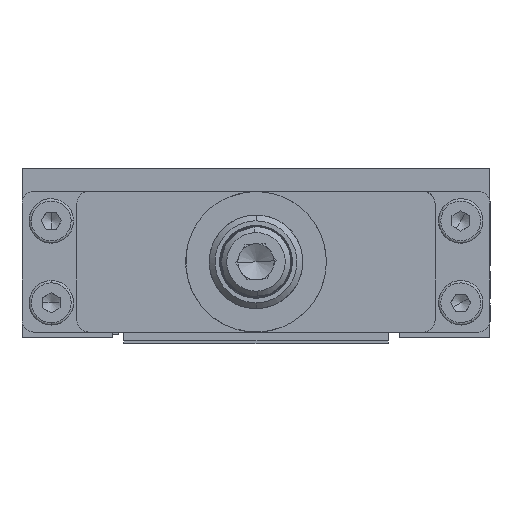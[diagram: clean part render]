
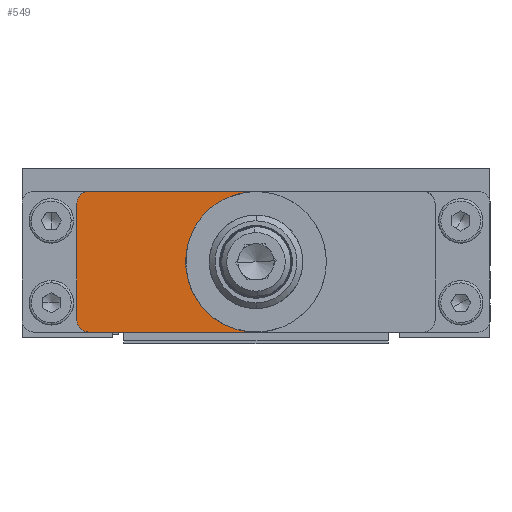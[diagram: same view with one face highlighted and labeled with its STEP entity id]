
A CAD part, front view. The second image highlights one B-rep face of the part: STEP entity #549.
In plain terms, the highlighted planar face has unit normal (0, -1, 0).
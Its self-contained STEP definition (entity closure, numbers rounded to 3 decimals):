
#549=ADVANCED_FACE('',(#1201),#10171,.T.);
#1201=FACE_OUTER_BOUND('',#1935,.T.);
#1935=EDGE_LOOP('',(#4612,#4613,#4614,#4615,#4616,#4617,#4618));
#4612=ORIENTED_EDGE('',*,*,#6720,.T.);
#4613=ORIENTED_EDGE('',*,*,#6716,.T.);
#4614=ORIENTED_EDGE('',*,*,#7288,.F.);
#4615=ORIENTED_EDGE('',*,*,#6695,.F.);
#4616=ORIENTED_EDGE('',*,*,#6712,.T.);
#4617=ORIENTED_EDGE('',*,*,#6698,.F.);
#4618=ORIENTED_EDGE('',*,*,#6717,.T.);
#6695=EDGE_CURVE('',#9712,#9986,#7538,.T.);
#6698=EDGE_CURVE('',#9716,#9717,#7540,.T.);
#6712=EDGE_CURVE('',#9712,#9717,#8803,.T.);
#6716=EDGE_CURVE('',#9727,#9713,#8805,.T.);
#6717=EDGE_CURVE('',#9716,#9726,#8806,.T.);
#6720=EDGE_CURVE('',#9726,#9727,#7548,.T.);
#7288=EDGE_CURVE('',#9986,#9713,#7899,.T.);
#7538=(
BOUNDED_CURVE()
B_SPLINE_CURVE(2,(#45927,#45928,#45929),.UNSPECIFIED.,.F.,.F.)
B_SPLINE_CURVE_WITH_KNOTS((3,3),(0.,2.262),.UNSPECIFIED.)
CURVE()
GEOMETRIC_REPRESENTATION_ITEM()
RATIONAL_B_SPLINE_CURVE((1.,0.982,1.))
REPRESENTATION_ITEM('')
);
#7540=(
BOUNDED_CURVE()
B_SPLINE_CURVE(2,(#45935,#45936,#45937),.UNSPECIFIED.,.F.,.F.)
B_SPLINE_CURVE_WITH_KNOTS((3,3),(0.,1.571),.UNSPECIFIED.)
CURVE()
GEOMETRIC_REPRESENTATION_ITEM()
RATIONAL_B_SPLINE_CURVE((1.,0.707,1.))
REPRESENTATION_ITEM('')
);
#7548=(
BOUNDED_CURVE()
B_SPLINE_CURVE(2,(#45987,#45988,#45989),.UNSPECIFIED.,.F.,.F.)
B_SPLINE_CURVE_WITH_KNOTS((3,3),(-1.571,0.),.UNSPECIFIED.)
CURVE()
GEOMETRIC_REPRESENTATION_ITEM()
RATIONAL_B_SPLINE_CURVE((1.,0.707,1.))
REPRESENTATION_ITEM('')
);
#7899=(
BOUNDED_CURVE()
B_SPLINE_CURVE(2,(#49518,#49519,#49520,#49521,#49522),.UNSPECIFIED.,.F.,
 .F.)
B_SPLINE_CURVE_WITH_KNOTS((3,2,3),(2.262,10.556,18.85),
 .UNSPECIFIED.)
CURVE()
GEOMETRIC_REPRESENTATION_ITEM()
RATIONAL_B_SPLINE_CURVE((1.,0.771,1.,0.771,1.))
REPRESENTATION_ITEM('')
);
#8803=B_SPLINE_CURVE_WITH_KNOTS('',1,(#45969,#45970),.UNSPECIFIED.,.F.,
 .F.,(2,2),(-14.3,0.),.UNSPECIFIED.);
#8805=B_SPLINE_CURVE_WITH_KNOTS('',1,(#45979,#45980),.UNSPECIFIED.,.F.,
 .F.,(2,2),(0.,14.3),.UNSPECIFIED.);
#8806=B_SPLINE_CURVE_WITH_KNOTS('',1,(#45981,#45982),.UNSPECIFIED.,.F.,
 .F.,(2,2),(0.,10.),.UNSPECIFIED.);
#9712=VERTEX_POINT('',#31740);
#9713=VERTEX_POINT('',#31741);
#9716=VERTEX_POINT('',#31744);
#9717=VERTEX_POINT('',#31745);
#9726=VERTEX_POINT('',#31754);
#9727=VERTEX_POINT('',#31755);
#9986=VERTEX_POINT('',#32014);
#10171=PLANE('',#11057);
#11057=AXIS2_PLACEMENT_3D('',#29172,#11600,$);
#11600=DIRECTION('',(0.,-1.,0.));
#29172=CARTESIAN_POINT('',(-16.95,-18.,14.32));
#31740=CARTESIAN_POINT('',(0.,-18.,13.));
#31741=CARTESIAN_POINT('',(0.,-18.,1.));
#31744=CARTESIAN_POINT('',(-15.3,-18.,12.));
#31745=CARTESIAN_POINT('',(-14.3,-18.,13.));
#31754=CARTESIAN_POINT('',(-15.3,-18.,2.));
#31755=CARTESIAN_POINT('',(-14.3,-18.,1.));
#32014=CARTESIAN_POINT('',(-2.209,-18.,12.579));
#45927=CARTESIAN_POINT('',(0.,-18.,13.));
#45928=CARTESIAN_POINT('',(-1.145,-18.,13.));
#45929=CARTESIAN_POINT('',(-2.209,-18.,12.579));
#45935=CARTESIAN_POINT('',(-15.3,-18.,12.));
#45936=CARTESIAN_POINT('',(-15.3,-18.,13.));
#45937=CARTESIAN_POINT('',(-14.3,-18.,13.));
#45969=CARTESIAN_POINT('',(0.,-18.,13.));
#45970=CARTESIAN_POINT('',(-14.3,-18.,13.));
#45979=CARTESIAN_POINT('',(-14.3,-18.,1.));
#45980=CARTESIAN_POINT('',(0.,-18.,1.));
#45981=CARTESIAN_POINT('',(-15.3,-18.,12.));
#45982=CARTESIAN_POINT('',(-15.3,-18.,2.));
#45987=CARTESIAN_POINT('',(-15.3,-18.,2.));
#45988=CARTESIAN_POINT('',(-15.3,-18.,1.));
#45989=CARTESIAN_POINT('',(-14.3,-18.,1.));
#49518=CARTESIAN_POINT('',(-2.209,-18.,12.579));
#49519=CARTESIAN_POINT('',(-6.824,-18.,10.751));
#49520=CARTESIAN_POINT('',(-5.894,-18.,5.876));
#49521=CARTESIAN_POINT('',(-4.964,-18.,1.));
#49522=CARTESIAN_POINT('',(0.,-18.,1.));
